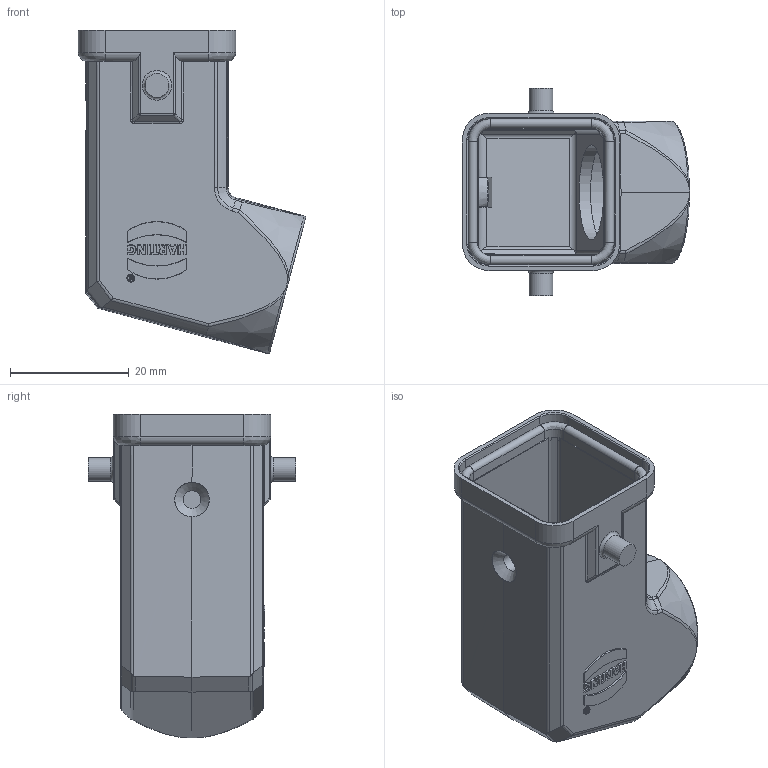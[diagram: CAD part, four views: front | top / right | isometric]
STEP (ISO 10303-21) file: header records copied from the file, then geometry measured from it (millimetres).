
FILE_DESCRIPTION(/* description */ (''),/* implementation_level */ '2;1');
FILE_NAME(/* name */ '100095030ugm000_b.stp',/* time_stamp */ '2017-10-24T09:46:59+02:00',/* author */ (''),/* organization */ (''),/* preprocessor_version */ 'ST-DEVELOPER v16',/* originating_system */ 'SIEMENS PLM Software NX 10.0',/* authorisation */ '');
FILE_SCHEMA (('AUTOMOTIVE_DESIGN { 1 0 10303 214 3 1 1 1 }'));
Length unit declared in the file: millimetre
Products named in the file (1): 100095030ugm000_b
Bounding box: 38.28 x 35 x 54.55 mm (x, y, z)
Volume: 9609.3 mm3; surface area: 11155.3 mm2
Topology: 1 solids, 1 shells, 320 faces, 836 edges, 534 vertices
Faces by surface type: plane 147, cylinder 73, bspline 71, cone 21, sphere 4, revolution 4
Full cylindrical faces by diameter (mm): 3 x1, 4 x2, 5.8 x1, 16 x1, 20 x1
Entity records: 13712 total; most frequent: CARTESIAN_POINT 5123, ORIENTED_EDGE 1614, DIRECTION 1184, EDGE_CURVE 807, VERTEX_POINT 521, AXIS2_PLACEMENT_3D 397, LINE 386, VECTOR 386
